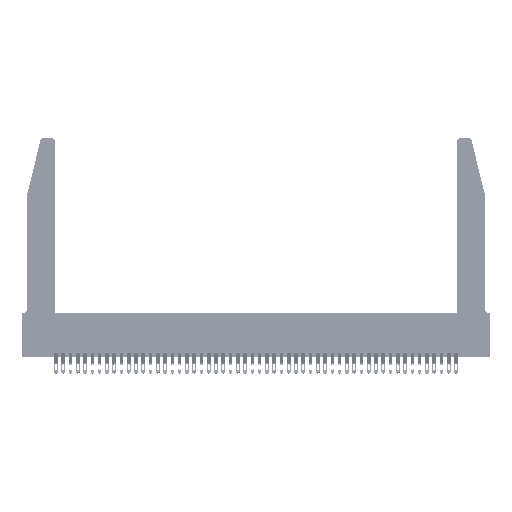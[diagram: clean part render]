
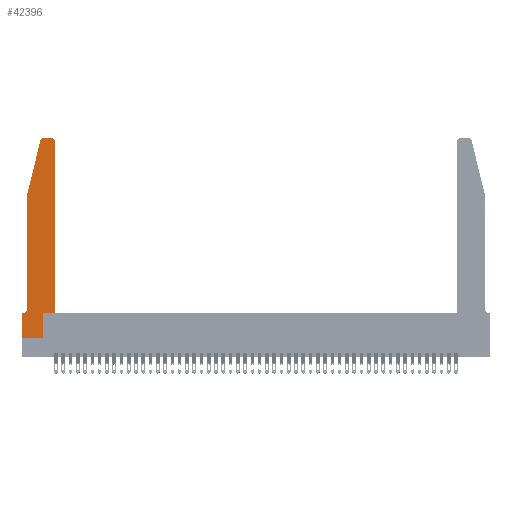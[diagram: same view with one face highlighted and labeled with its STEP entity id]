
A CAD part, top view. The second image highlights one B-rep face of the part: STEP entity #42396.
In plain terms, the highlighted planar face has unit normal (0, 0, 1).
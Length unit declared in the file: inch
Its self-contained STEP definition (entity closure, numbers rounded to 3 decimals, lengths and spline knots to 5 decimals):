
#252 = ORIENTED_EDGE ( 'NONE', *, *, #39333, .T. ) ;
#529 = LINE ( 'NONE', #44853, #6905 ) ;
#793 = AXIS2_PLACEMENT_3D ( 'NONE', #35228, #13351, #38862 ) ;
#1543 = VERTEX_POINT ( 'NONE', #19645 ) ;
#1575 = VECTOR ( 'NONE', #8491, 39.37008 ) ;
#2344 = VERTEX_POINT ( 'NONE', #27783 ) ;
#2743 = EDGE_CURVE ( 'NONE', #31808, #32235, #17035, .T. ) ;
#3025 = DIRECTION ( 'NONE',  ( 0., -1., 0. ) ) ;
#3161 = ORIENTED_EDGE ( 'NONE', *, *, #29014, .T. ) ;
#4182 = DIRECTION ( 'NONE',  ( 0., -1., 0. ) ) ;
#4189 = EDGE_CURVE ( 'NONE', #1543, #31808, #14135, .T. ) ;
#4828 = VERTEX_POINT ( 'NONE', #31960 ) ;
#5246 = ORIENTED_EDGE ( 'NONE', *, *, #29818, .T. ) ;
#5627 = VECTOR ( 'NONE', #17588, 39.37008 ) ;
#5642 = PLANE ( 'NONE',  #39387 ) ;
#6522 = CARTESIAN_POINT ( 'NONE',  ( 0.0755, 2., 0.37 ) ) ;
#6905 = VECTOR ( 'NONE', #30468, 39.37008 ) ;
#7360 = VECTOR ( 'NONE', #3025, 39.37008 ) ;
#8123 = CARTESIAN_POINT ( 'NONE',  ( 0.4205, 2.75, 0.37 ) ) ;
#8491 = DIRECTION ( 'NONE',  ( 1., 0., 0. ) ) ;
#9214 = EDGE_CURVE ( 'NONE', #2344, #4828, #43534, .T. ) ;
#9318 = CARTESIAN_POINT ( 'NONE',  ( 0., 0.35, 0.37 ) ) ;
#9438 = ORIENTED_EDGE ( 'NONE', *, *, #22544, .T. ) ;
#9574 = DIRECTION ( 'NONE',  ( 0., 0., 1. ) ) ;
#9833 = AXIS2_PLACEMENT_3D ( 'NONE', #17786, #43252, #21453 ) ;
#10170 = LINE ( 'NONE', #30292, #1575 ) ;
#11345 = LINE ( 'NONE', #45891, #19817 ) ;
#11476 = VERTEX_POINT ( 'NONE', #24492 ) ;
#11635 = CARTESIAN_POINT ( 'NONE',  ( 0.4505, 0.35, 0.37 ) ) ;
#12939 = DIRECTION ( 'NONE',  ( 0., 0., 1. ) ) ;
#13150 = EDGE_CURVE ( 'NONE', #29659, #11476, #10170, .T. ) ;
#13351 = DIRECTION ( 'NONE',  ( 0., 0., -1. ) ) ;
#13949 = CARTESIAN_POINT ( 'NONE',  ( 0.4505, 0.35, 0.37 ) ) ;
#14135 = LINE ( 'NONE', #13949, #5627 ) ;
#14143 = ORIENTED_EDGE ( 'NONE', *, *, #32243, .T. ) ;
#14563 = CARTESIAN_POINT ( 'NONE',  ( 0.2605, 2.75, 0.37 ) ) ;
#15659 = EDGE_CURVE ( 'NONE', #21404, #25155, #29048, .T. ) ;
#17035 = LINE ( 'NONE', #11635, #44921 ) ;
#17143 = CARTESIAN_POINT ( 'NONE',  ( 0.25487, 2.72718, 0.37 ) ) ;
#17588 = DIRECTION ( 'NONE',  ( 1., 0., 0. ) ) ;
#17786 = CARTESIAN_POINT ( 'NONE',  ( 0.284, 2.72, 0.37 ) ) ;
#18392 = VECTOR ( 'NONE', #25202, 39.37008 ) ;
#19262 = VECTOR ( 'NONE', #21867, 39.37008 ) ;
#19645 = CARTESIAN_POINT ( 'NONE',  ( 0.2865, 0.35, 0.37 ) ) ;
#19817 = VECTOR ( 'NONE', #31684, 39.37008 ) ;
#21404 = VERTEX_POINT ( 'NONE', #8123 ) ;
#21453 = DIRECTION ( 'NONE',  ( 1., 0., 0. ) ) ;
#21462 = ORIENTED_EDGE ( 'NONE', *, *, #43142, .T. ) ;
#21867 = DIRECTION ( 'NONE',  ( -1., 0., 0. ) ) ;
#22544 = EDGE_CURVE ( 'NONE', #29870, #2344, #44859, .T. ) ;
#22684 = ORIENTED_EDGE ( 'NONE', *, *, #4189, .T. ) ;
#22716 = CIRCLE ( 'NONE', #9833, 0.03 ) ;
#24492 = CARTESIAN_POINT ( 'NONE',  ( 0.2865, 0., 0.37 ) ) ;
#25155 = VERTEX_POINT ( 'NONE', #45950 ) ;
#25202 = DIRECTION ( 'NONE',  ( -1., 0., 0. ) ) ;
#25643 = FACE_OUTER_BOUND ( 'NONE', #43477, .T. ) ;
#25856 = ORIENTED_EDGE ( 'NONE', *, *, #9214, .T. ) ;
#26471 = CIRCLE ( 'NONE', #38832, 0.03 ) ;
#27783 = CARTESIAN_POINT ( 'NONE',  ( 0.0755, 0.42, 0.37 ) ) ;
#27816 = CARTESIAN_POINT ( 'NONE',  ( 0., 0.35, 0.37 ) ) ;
#29014 = EDGE_CURVE ( 'NONE', #37392, #29870, #529, .T. ) ;
#29048 = LINE ( 'NONE', #14563, #19262 ) ;
#29304 = LINE ( 'NONE', #46916, #18392 ) ;
#29544 = CARTESIAN_POINT ( 'NONE',  ( 0.4505, 2.72, 0.37 ) ) ;
#29659 = VERTEX_POINT ( 'NONE', #45269 ) ;
#29711 = CARTESIAN_POINT ( 'NONE',  ( 0., 0., 0.37 ) ) ;
#29818 = EDGE_CURVE ( 'NONE', #11476, #1543, #11345, .T. ) ;
#29870 = VERTEX_POINT ( 'NONE', #6522 ) ;
#30159 = ORIENTED_EDGE ( 'NONE', *, *, #39172, .T. ) ;
#30292 = CARTESIAN_POINT ( 'NONE',  ( 0., 0., 0.37 ) ) ;
#30468 = DIRECTION ( 'NONE',  ( -0.239, -0.971, 0. ) ) ;
#31088 = LINE ( 'NONE', #29711, #32233 ) ;
#31411 = CARTESIAN_POINT ( 'NONE',  ( 0.4205, 2.72, 0.37 ) ) ;
#31684 = DIRECTION ( 'NONE',  ( 0., 1., 0. ) ) ;
#31808 = VERTEX_POINT ( 'NONE', #38011 ) ;
#31960 = CARTESIAN_POINT ( 'NONE',  ( 0.0055, 0.35, 0.37 ) ) ;
#32218 = CARTESIAN_POINT ( 'NONE',  ( 0.0755, 2., 0.37 ) ) ;
#32233 = VECTOR ( 'NONE', #4182, 39.37008 ) ;
#32235 = VERTEX_POINT ( 'NONE', #29544 ) ;
#32243 = EDGE_CURVE ( 'NONE', #38005, #29659, #31088, .T. ) ;
#33127 = ORIENTED_EDGE ( 'NONE', *, *, #13150, .T. ) ;
#35044 = DIRECTION ( 'NONE',  ( 1., 0., 0. ) ) ;
#35228 = CARTESIAN_POINT ( 'NONE',  ( 0.0055, 0.42, 0.37 ) ) ;
#37392 = VERTEX_POINT ( 'NONE', #17143 ) ;
#38005 = VERTEX_POINT ( 'NONE', #27816 ) ;
#38011 = CARTESIAN_POINT ( 'NONE',  ( 0.4505, 0.35, 0.37 ) ) ;
#38426 = DIRECTION ( 'NONE',  ( 1., 0., 0. ) ) ;
#38832 = AXIS2_PLACEMENT_3D ( 'NONE', #31411, #9574, #35044 ) ;
#38862 = DIRECTION ( 'NONE',  ( -1., 0., 0. ) ) ;
#39172 = EDGE_CURVE ( 'NONE', #32235, #21404, #26471, .T. ) ;
#39333 = EDGE_CURVE ( 'NONE', #4828, #38005, #29304, .T. ) ;
#39387 = AXIS2_PLACEMENT_3D ( 'NONE', #9318, #12939, #38426 ) ;
#40769 = DIRECTION ( 'NONE',  ( 0., 1., 0. ) ) ;
#40784 = ORIENTED_EDGE ( 'NONE', *, *, #15659, .T. ) ;
#41674 = ORIENTED_EDGE ( 'NONE', *, *, #2743, .T. ) ;
#42396 = ADVANCED_FACE ( 'NONE', ( #25643 ), #5642, .T. ) ;
#43142 = EDGE_CURVE ( 'NONE', #25155, #37392, #22716, .T. ) ;
#43252 = DIRECTION ( 'NONE',  ( 0., 0., 1. ) ) ;
#43477 = EDGE_LOOP ( 'NONE', ( #40784, #21462, #3161, #9438, #25856, #252, #14143, #33127, #5246, #22684, #41674, #30159 ) ) ;
#43534 = CIRCLE ( 'NONE', #793, 0.07 ) ;
#44853 = CARTESIAN_POINT ( 'NONE',  ( 0.0755, 2., 0.37 ) ) ;
#44859 = LINE ( 'NONE', #32218, #7360 ) ;
#44921 = VECTOR ( 'NONE', #40769, 39.37008 ) ;
#45269 = CARTESIAN_POINT ( 'NONE',  ( 0., 0., 0.37 ) ) ;
#45891 = CARTESIAN_POINT ( 'NONE',  ( 0.2865, 0.35, 0.37 ) ) ;
#45950 = CARTESIAN_POINT ( 'NONE',  ( 0.284, 2.75, 0.37 ) ) ;
#46916 = CARTESIAN_POINT ( 'NONE',  ( 0.0755, 0.35, 0.37 ) ) ;
